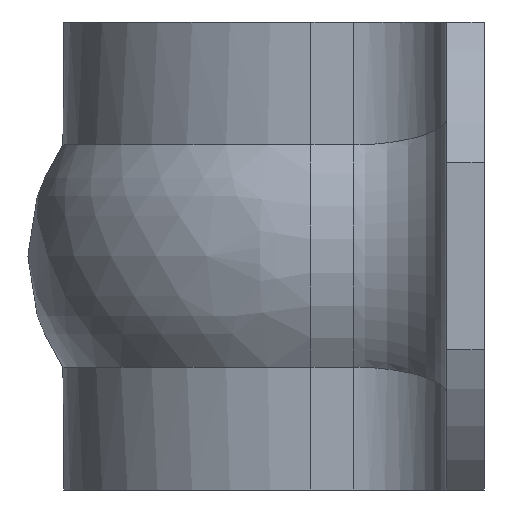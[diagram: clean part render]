
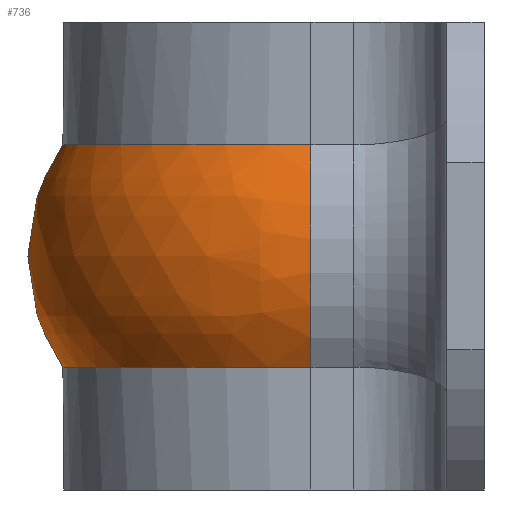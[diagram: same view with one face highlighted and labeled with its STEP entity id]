
A CAD part, left-side view. The second image highlights one B-rep face of the part: STEP entity #736.
In plain terms, the highlighted free-form (B-spline) face has degree [2, 2] with [3, 5] control points.
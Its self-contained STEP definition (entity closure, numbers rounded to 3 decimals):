
#18=(
BOUNDED_SURFACE()
B_SPLINE_SURFACE(2,2,((#1474,#1475,#1476,#1477,#1478),(#1479,#1480,#1481,
#1482,#1483),(#1484,#1485,#1486,#1487,#1488)),.UNSPECIFIED.,.F.,.F.,.F.)
B_SPLINE_SURFACE_WITH_KNOTS((3,3),(3,2,3),(-0.612,0.612),
(0.,1.571,3.142),.UNSPECIFIED.)
GEOMETRIC_REPRESENTATION_ITEM()
RATIONAL_B_SPLINE_SURFACE(((1.,0.707,1.,0.707,1.),
(0.819,0.579,0.819,0.579,
0.819),(1.,0.707,1.,0.707,1.)))
REPRESENTATION_ITEM('')
SURFACE()
);
#80=FACE_OUTER_BOUND('',#125,.T.);
#125=EDGE_LOOP('',(#660,#661,#662,#663));
#134=CIRCLE('',#774,5.3);
#140=CIRCLE('',#784,5.3);
#162=CIRCLE('',#825,4.135);
#166=CIRCLE('',#834,4.135);
#303=VERTEX_POINT('',#1142);
#308=VERTEX_POINT('',#1158);
#319=VERTEX_POINT('',#1188);
#320=VERTEX_POINT('',#1190);
#378=EDGE_CURVE('',#303,#308,#134,.T.);
#393=EDGE_CURVE('',#319,#320,#140,.T.);
#439=EDGE_CURVE('',#319,#303,#162,.T.);
#452=EDGE_CURVE('',#320,#308,#166,.T.);
#660=ORIENTED_EDGE('',*,*,#439,.T.);
#661=ORIENTED_EDGE('',*,*,#378,.T.);
#662=ORIENTED_EDGE('',*,*,#452,.F.);
#663=ORIENTED_EDGE('',*,*,#393,.F.);
#736=ADVANCED_FACE('',(#80),#18,.F.);
#774=AXIS2_PLACEMENT_3D('',#1160,#881,#882);
#784=AXIS2_PLACEMENT_3D('',#1191,#910,#911);
#825=AXIS2_PLACEMENT_3D('',#1404,#1014,#1015);
#834=AXIS2_PLACEMENT_3D('',#1458,#1039,#1040);
#881=DIRECTION('center_axis',(0.,0.,1.));
#882=DIRECTION('ref_axis',(1.,0.,0.));
#910=DIRECTION('center_axis',(0.,0.,1.));
#911=DIRECTION('ref_axis',(1.,0.,0.));
#1014=DIRECTION('center_axis',(0.,1.,0.));
#1015=DIRECTION('ref_axis',(0.819,0.,-0.574));
#1039=DIRECTION('center_axis',(0.,-1.,0.));
#1040=DIRECTION('ref_axis',(-0.819,0.,-0.574));
#1142=CARTESIAN_POINT('',(5.3,-5.3,-2.375));
#1158=CARTESIAN_POINT('',(-5.3,-5.3,-2.375));
#1160=CARTESIAN_POINT('Origin',(0.,-5.3,-2.375));
#1188=CARTESIAN_POINT('',(5.3,-5.3,2.375));
#1190=CARTESIAN_POINT('',(-5.3,-5.3,2.375));
#1191=CARTESIAN_POINT('Origin',(0.,-5.3,2.375));
#1404=CARTESIAN_POINT('Origin',(1.915,-5.3,0.));
#1458=CARTESIAN_POINT('Origin',(-1.915,-5.3,0.));
#1474=CARTESIAN_POINT('Ctrl Pts',(5.3,-5.3,-2.375));
#1475=CARTESIAN_POINT('Ctrl Pts',(5.3,0.,-2.375));
#1476=CARTESIAN_POINT('Ctrl Pts',(0.,0.,-2.375));
#1477=CARTESIAN_POINT('Ctrl Pts',(-5.3,0.,-2.375));
#1478=CARTESIAN_POINT('Ctrl Pts',(-5.3,-5.3,-2.375));
#1479=CARTESIAN_POINT('Ctrl Pts',(6.966,-5.3,0.));
#1480=CARTESIAN_POINT('Ctrl Pts',(6.966,1.666,0.));
#1481=CARTESIAN_POINT('Ctrl Pts',(0.,1.666,
0.));
#1482=CARTESIAN_POINT('Ctrl Pts',(-6.966,1.666,0.));
#1483=CARTESIAN_POINT('Ctrl Pts',(-6.966,-5.3,0.));
#1484=CARTESIAN_POINT('Ctrl Pts',(5.3,-5.3,2.375));
#1485=CARTESIAN_POINT('Ctrl Pts',(5.3,0.,2.375));
#1486=CARTESIAN_POINT('Ctrl Pts',(0.,0.,2.375));
#1487=CARTESIAN_POINT('Ctrl Pts',(-5.3,0.,2.375));
#1488=CARTESIAN_POINT('Ctrl Pts',(-5.3,-5.3,2.375));
